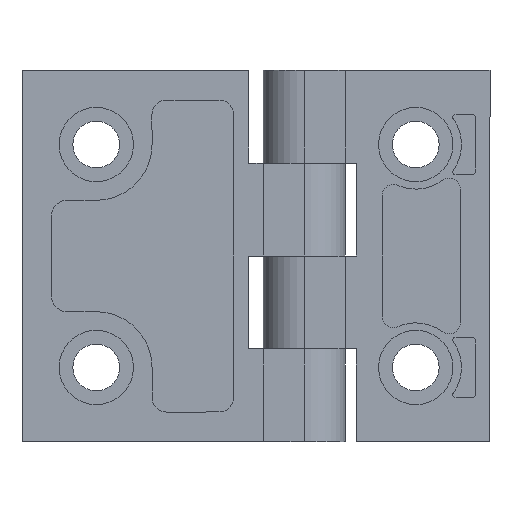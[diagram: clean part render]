
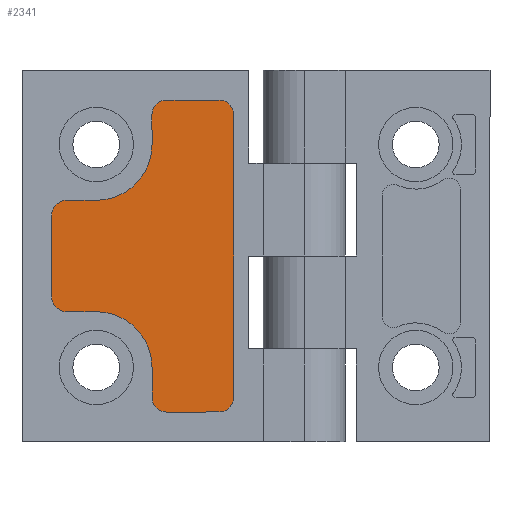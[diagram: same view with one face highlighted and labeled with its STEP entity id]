
A CAD part, front view. The second image highlights one B-rep face of the part: STEP entity #2341.
In plain terms, the highlighted planar face has unit normal (0, -1, 0).
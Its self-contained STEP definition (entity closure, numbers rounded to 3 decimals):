
#61 = VERTEX_POINT ( 'NONE', #2895 ) ;
#126 = CARTESIAN_POINT ( 'NONE',  ( -11.5, -3., 21. ) ) ;
#186 = LINE ( 'NONE', #3604, #2090 ) ;
#237 = ORIENTED_EDGE ( 'NONE', *, *, #957, .T. ) ;
#255 = ORIENTED_EDGE ( 'NONE', *, *, #2729, .T. ) ;
#274 = VECTOR ( 'NONE', #4154, 1000. ) ;
#342 = VERTEX_POINT ( 'NONE', #508 ) ;
#368 = VECTOR ( 'NONE', #3319, 1000. ) ;
#407 = EDGE_CURVE ( 'NONE', #2416, #1176, #4372, .T. ) ;
#436 = VECTOR ( 'NONE', #3925, 1000. ) ;
#446 = ORIENTED_EDGE ( 'NONE', *, *, #1545, .T. ) ;
#465 = AXIS2_PLACEMENT_3D ( 'NONE', #3814, #3809, #3804 ) ;
#481 = EDGE_CURVE ( 'NONE', #1421, #2815, #4063, .T. ) ;
#505 = ORIENTED_EDGE ( 'NONE', *, *, #607, .T. ) ;
#508 = CARTESIAN_POINT ( 'NONE',  ( -11.5, -3., -21. ) ) ;
#519 = FACE_OUTER_BOUND ( 'NONE', #1928, .T. ) ;
#520 = EDGE_CURVE ( 'NONE', #3763, #1421, #936, .T. ) ;
#529 = AXIS2_PLACEMENT_3D ( 'NONE', #783, #780, #766 ) ;
#545 = EDGE_CURVE ( 'NONE', #1431, #3763, #3737, .T. ) ;
#587 = EDGE_CURVE ( 'NONE', #1491, #1431, #4573, .T. ) ;
#607 = EDGE_CURVE ( 'NONE', #4777, #1491, #2497, .T. ) ;
#682 = EDGE_CURVE ( 'NONE', #1765, #4777, #186, .T. ) ;
#711 = AXIS2_PLACEMENT_3D ( 'NONE', #4275, #4269, #4260 ) ;
#755 = AXIS2_PLACEMENT_3D ( 'NONE', #4018, #4013, #4012 ) ;
#763 = EDGE_CURVE ( 'NONE', #2206, #931, #2805, .T. ) ;
#766 = DIRECTION ( 'NONE',  ( 0., 0., 1. ) ) ;
#780 = DIRECTION ( 'NONE',  ( 0., -1., 0. ) ) ;
#783 = CARTESIAN_POINT ( 'NONE',  ( -18.5, -3., -19. ) ) ;
#815 = EDGE_CURVE ( 'NONE', #61, #998, #2558, .T. ) ;
#816 = DIRECTION ( 'NONE',  ( 0., 0., 1. ) ) ;
#819 = DIRECTION ( 'NONE',  ( 0., -1., 0. ) ) ;
#827 = CARTESIAN_POINT ( 'NONE',  ( -11.5, -3., -19. ) ) ;
#843 = DIRECTION ( 'NONE',  ( 0., 0., -1. ) ) ;
#844 = EDGE_CURVE ( 'NONE', #1901, #61, #2312, .T. ) ;
#884 = LINE ( 'NONE', #3924, #4017 ) ;
#892 = CIRCLE ( 'NONE', #1839, 2. ) ;
#931 = VERTEX_POINT ( 'NONE', #2880 ) ;
#936 = LINE ( 'NONE', #4153, #1071 ) ;
#942 = PLANE ( 'NONE',  #3592 ) ;
#957 = EDGE_CURVE ( 'NONE', #2815, #2416, #2979, .T. ) ;
#998 = VERTEX_POINT ( 'NONE', #2573 ) ;
#1010 = CARTESIAN_POINT ( 'NONE',  ( -20.5, -3., 19. ) ) ;
#1071 = VECTOR ( 'NONE', #4157, 1000. ) ;
#1074 = ORIENTED_EDGE ( 'NONE', *, *, #407, .T. ) ;
#1114 = VERTEX_POINT ( 'NONE', #2171 ) ;
#1129 = CIRCLE ( 'NONE', #3129, 2. ) ;
#1143 = ORIENTED_EDGE ( 'NONE', *, *, #815, .T. ) ;
#1146 = AXIS2_PLACEMENT_3D ( 'NONE', #3180, #3175, #3167 ) ;
#1176 = VERTEX_POINT ( 'NONE', #2091 ) ;
#1187 = CARTESIAN_POINT ( 'NONE',  ( -34., -3., 5.5 ) ) ;
#1206 = CARTESIAN_POINT ( 'NONE',  ( -20.5, -3., 15. ) ) ;
#1245 = ORIENTED_EDGE ( 'NONE', *, *, #520, .T. ) ;
#1284 = CARTESIAN_POINT ( 'NONE',  ( -32., -3., 7.5 ) ) ;
#1341 = LINE ( 'NONE', #4568, #274 ) ;
#1421 = VERTEX_POINT ( 'NONE', #1284 ) ;
#1431 = VERTEX_POINT ( 'NONE', #1206 ) ;
#1491 = VERTEX_POINT ( 'NONE', #1010 ) ;
#1545 = EDGE_CURVE ( 'NONE', #342, #2206, #892, .T. ) ;
#1576 = EDGE_CURVE ( 'NONE', #998, #1114, #3066, .T. ) ;
#1659 = CARTESIAN_POINT ( 'NONE',  ( -11.5, -3., 19. ) ) ;
#1765 = VERTEX_POINT ( 'NONE', #126 ) ;
#1839 = AXIS2_PLACEMENT_3D ( 'NONE', #827, #819, #816 ) ;
#1901 = VERTEX_POINT ( 'NONE', #4552 ) ;
#1928 = EDGE_LOOP ( 'NONE', ( #4848, #237, #1074, #4934, #1953, #1143, #4872, #3112, #446, #3571, #255, #4946, #505, #1993, #2399, #1245 ) ) ;
#1953 = ORIENTED_EDGE ( 'NONE', *, *, #844, .T. ) ;
#1993 = ORIENTED_EDGE ( 'NONE', *, *, #587, .T. ) ;
#2067 = EDGE_CURVE ( 'NONE', #1114, #342, #1341, .T. ) ;
#2090 = VECTOR ( 'NONE', #3601, 1000. ) ;
#2091 = CARTESIAN_POINT ( 'NONE',  ( -32., -3., -7.5 ) ) ;
#2171 = CARTESIAN_POINT ( 'NONE',  ( -18.5, -3., -21. ) ) ;
#2206 = VERTEX_POINT ( 'NONE', #3001 ) ;
#2291 = EDGE_CURVE ( 'NONE', #1176, #1901, #884, .T. ) ;
#2312 = CIRCLE ( 'NONE', #1146, 7.5 ) ;
#2341 = ADVANCED_FACE ( 'NONE', ( #519 ), #942, .F. ) ;
#2399 = ORIENTED_EDGE ( 'NONE', *, *, #545, .T. ) ;
#2416 = VERTEX_POINT ( 'NONE', #3395 ) ;
#2497 = CIRCLE ( 'NONE', #465, 2. ) ;
#2558 = LINE ( 'NONE', #3820, #368 ) ;
#2573 = CARTESIAN_POINT ( 'NONE',  ( -20.5, -3., -19. ) ) ;
#2581 = CARTESIAN_POINT ( 'NONE',  ( -28., -3., 7.5 ) ) ;
#2729 = EDGE_CURVE ( 'NONE', #931, #1765, #1129, .T. ) ;
#2805 = LINE ( 'NONE', #3201, #4910 ) ;
#2815 = VERTEX_POINT ( 'NONE', #1187 ) ;
#2822 = DIRECTION ( 'NONE',  ( 0., 0., -1. ) ) ;
#2864 = VECTOR ( 'NONE', #2822, 1000. ) ;
#2880 = CARTESIAN_POINT ( 'NONE',  ( -9.5, -3., 19. ) ) ;
#2894 = CARTESIAN_POINT ( 'NONE',  ( -34., -3., 5.5 ) ) ;
#2895 = CARTESIAN_POINT ( 'NONE',  ( -20.5, -3., -15. ) ) ;
#2979 = LINE ( 'NONE', #2894, #2864 ) ;
#3001 = CARTESIAN_POINT ( 'NONE',  ( -9.5, -3., -19. ) ) ;
#3066 = CIRCLE ( 'NONE', #529, 2. ) ;
#3112 = ORIENTED_EDGE ( 'NONE', *, *, #2067, .T. ) ;
#3129 = AXIS2_PLACEMENT_3D ( 'NONE', #1659, #4770, #843 ) ;
#3167 = DIRECTION ( 'NONE',  ( 0., 0., 1. ) ) ;
#3175 = DIRECTION ( 'NONE',  ( 0., 1., 0. ) ) ;
#3180 = CARTESIAN_POINT ( 'NONE',  ( -28., -3., -15. ) ) ;
#3195 = DIRECTION ( 'NONE',  ( 0., 0., 1. ) ) ;
#3201 = CARTESIAN_POINT ( 'NONE',  ( -9.5, -3., 19. ) ) ;
#3319 = DIRECTION ( 'NONE',  ( 0., 0., -1. ) ) ;
#3395 = CARTESIAN_POINT ( 'NONE',  ( -34., -3., -5.5 ) ) ;
#3436 = CARTESIAN_POINT ( 'NONE',  ( -18.5, -3., 21. ) ) ;
#3543 = DIRECTION ( 'NONE',  ( 0., 1., 0. ) ) ;
#3544 = DIRECTION ( 'NONE',  ( 0., 0., 1. ) ) ;
#3571 = ORIENTED_EDGE ( 'NONE', *, *, #763, .T. ) ;
#3592 = AXIS2_PLACEMENT_3D ( 'NONE', #4284, #3543, #3544 ) ;
#3601 = DIRECTION ( 'NONE',  ( -1., 0., 0. ) ) ;
#3604 = CARTESIAN_POINT ( 'NONE',  ( -18.5, -3., 21. ) ) ;
#3737 = CIRCLE ( 'NONE', #755, 7.5 ) ;
#3763 = VERTEX_POINT ( 'NONE', #2581 ) ;
#3804 = DIRECTION ( 'NONE',  ( 0., 0., -1. ) ) ;
#3809 = DIRECTION ( 'NONE',  ( 0., -1., 0. ) ) ;
#3814 = CARTESIAN_POINT ( 'NONE',  ( -18.5, -3., 19. ) ) ;
#3820 = CARTESIAN_POINT ( 'NONE',  ( -20.5, -3., -15. ) ) ;
#3924 = CARTESIAN_POINT ( 'NONE',  ( -32., -3., -7.5 ) ) ;
#3925 = DIRECTION ( 'NONE',  ( 0., 0., -1. ) ) ;
#3951 = CARTESIAN_POINT ( 'NONE',  ( -20.5, -3., 15. ) ) ;
#4012 = DIRECTION ( 'NONE',  ( 0., 0., -1. ) ) ;
#4013 = DIRECTION ( 'NONE',  ( 0., 1., 0. ) ) ;
#4017 = VECTOR ( 'NONE', #4901, 1000. ) ;
#4018 = CARTESIAN_POINT ( 'NONE',  ( -28., -3., 15. ) ) ;
#4063 = CIRCLE ( 'NONE', #711, 2. ) ;
#4153 = CARTESIAN_POINT ( 'NONE',  ( -32., -3., 7.5 ) ) ;
#4154 = DIRECTION ( 'NONE',  ( 1., 0., 0. ) ) ;
#4157 = DIRECTION ( 'NONE',  ( -1., 0., 0. ) ) ;
#4260 = DIRECTION ( 'NONE',  ( 0., 0., 1. ) ) ;
#4269 = DIRECTION ( 'NONE',  ( 0., -1., 0. ) ) ;
#4275 = CARTESIAN_POINT ( 'NONE',  ( -32., -3., 5.5 ) ) ;
#4284 = CARTESIAN_POINT ( 'NONE',  ( -32., -3., 5.5 ) ) ;
#4372 = CIRCLE ( 'NONE', #4644, 2. ) ;
#4552 = CARTESIAN_POINT ( 'NONE',  ( -28., -3., -7.5 ) ) ;
#4560 = DIRECTION ( 'NONE',  ( 0., 0., -1. ) ) ;
#4568 = CARTESIAN_POINT ( 'NONE',  ( -18.5, -3., -21. ) ) ;
#4573 = LINE ( 'NONE', #3951, #436 ) ;
#4574 = DIRECTION ( 'NONE',  ( 0., -1., 0. ) ) ;
#4578 = CARTESIAN_POINT ( 'NONE',  ( -32., -3., -5.5 ) ) ;
#4644 = AXIS2_PLACEMENT_3D ( 'NONE', #4578, #4574, #4560 ) ;
#4770 = DIRECTION ( 'NONE',  ( 0., -1., 0. ) ) ;
#4777 = VERTEX_POINT ( 'NONE', #3436 ) ;
#4848 = ORIENTED_EDGE ( 'NONE', *, *, #481, .T. ) ;
#4872 = ORIENTED_EDGE ( 'NONE', *, *, #1576, .T. ) ;
#4901 = DIRECTION ( 'NONE',  ( 1., 0., 0. ) ) ;
#4910 = VECTOR ( 'NONE', #3195, 1000. ) ;
#4934 = ORIENTED_EDGE ( 'NONE', *, *, #2291, .T. ) ;
#4946 = ORIENTED_EDGE ( 'NONE', *, *, #682, .T. ) ;
